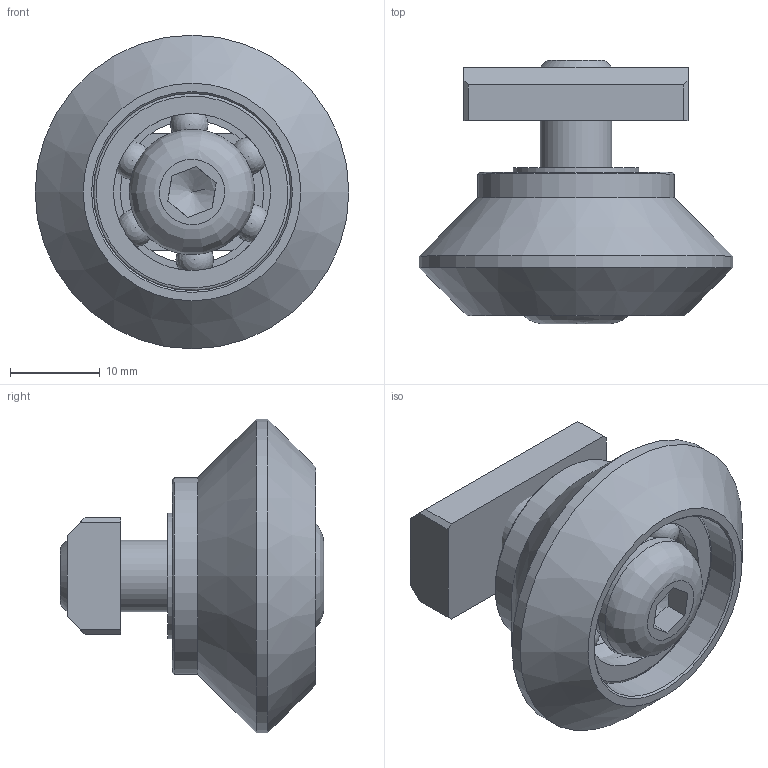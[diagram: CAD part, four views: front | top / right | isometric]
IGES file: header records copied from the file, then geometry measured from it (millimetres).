
Global section: file name: 801035.stp.ipt; native system: Autodesk Inventor 2014; preprocessor: unknown; author: zeman; date: 20151020.100150; units: millimetre
Bounding box: 35 x 29.4 x 35 mm (x, y, z)
Volume: 10732.2 mm3; surface area: 8200.5 mm2
Topology: 5 solids, 5 shells, 75 faces, 228 edges, 155 vertices
Faces by surface type: plane 30, revolution 26, cylinder 8, sphere 6, cone 4, bspline 1
Full cylindrical faces by diameter (mm): 8 x1, 12.48 x2, 14 x2, 22 x2, 35 x1
